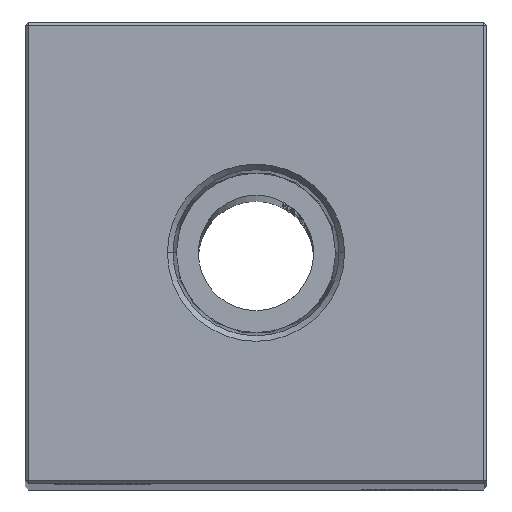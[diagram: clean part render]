
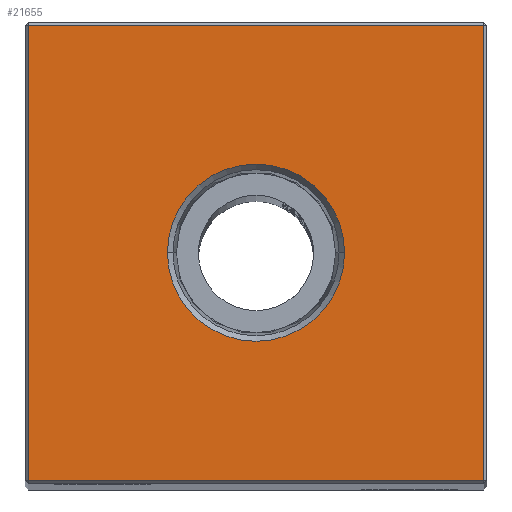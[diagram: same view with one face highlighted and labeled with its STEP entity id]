
A CAD part, top view. The second image highlights one B-rep face of the part: STEP entity #21655.
In plain terms, the highlighted planar face has unit normal (0, 0, 1).
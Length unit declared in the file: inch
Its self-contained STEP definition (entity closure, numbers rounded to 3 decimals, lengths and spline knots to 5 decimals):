
#247 = ORIENTED_EDGE ( 'NONE', *, *, #31036, .F. ) ;
#641 = VECTOR ( 'NONE', #22159, 39.37008 ) ;
#1302 = ORIENTED_EDGE ( 'NONE', *, *, #2813, .T. ) ;
#2813 = EDGE_CURVE ( 'NONE', #29952, #3385, #32611, .T. ) ;
#3377 = CARTESIAN_POINT ( 'NONE',  ( -0.74, 0.74, 12.25 ) ) ;
#3385 = VERTEX_POINT ( 'NONE', #25809 ) ;
#3430 = VECTOR ( 'NONE', #22439, 39.37008 ) ;
#5958 = CARTESIAN_POINT ( 'NONE',  ( 0.74, 0.74, 12.25 ) ) ;
#6034 = ORIENTED_EDGE ( 'NONE', *, *, #11715, .T. ) ;
#6216 = CIRCLE ( 'NONE', #21865, 0.288 ) ;
#6778 = CARTESIAN_POINT ( 'NONE',  ( 0., 0., 12.25 ) ) ;
#6809 = CARTESIAN_POINT ( 'NONE',  ( 0., 0., 12.25 ) ) ;
#8013 = DIRECTION ( 'NONE',  ( 0., 0., 1. ) ) ;
#9208 = CARTESIAN_POINT ( 'NONE',  ( 0., -0.74, 12.25 ) ) ;
#9407 = DIRECTION ( 'NONE',  ( -1., 0., 0. ) ) ;
#9443 = DIRECTION ( 'NONE',  ( 1., 0., 0. ) ) ;
#10293 = VERTEX_POINT ( 'NONE', #5958 ) ;
#10313 = LINE ( 'NONE', #22219, #3430 ) ;
#11078 = ORIENTED_EDGE ( 'NONE', *, *, #21033, .T. ) ;
#11715 = EDGE_CURVE ( 'NONE', #10293, #29952, #10313, .T. ) ;
#12094 = CARTESIAN_POINT ( 'NONE',  ( 0.74, 0., 12.25 ) ) ;
#12324 = CARTESIAN_POINT ( 'NONE',  ( -0.74, 0., 12.25 ) ) ;
#12683 = CARTESIAN_POINT ( 'NONE',  ( 0.74, -0.74, 12.25 ) ) ;
#14377 = LINE ( 'NONE', #9208, #641 ) ;
#16748 = LINE ( 'NONE', #12094, #30411 ) ;
#17544 = DIRECTION ( 'NONE',  ( 0., -1., 0. ) ) ;
#17805 = CARTESIAN_POINT ( 'NONE',  ( -0.288, 0., 12.25 ) ) ;
#17866 = VERTEX_POINT ( 'NONE', #12683 ) ;
#19570 = PLANE ( 'NONE',  #26036 ) ;
#19695 = EDGE_CURVE ( 'NONE', #24932, #21230, #22202, .T. ) ;
#21033 = EDGE_CURVE ( 'NONE', #3385, #17866, #14377, .T. ) ;
#21230 = VERTEX_POINT ( 'NONE', #17805 ) ;
#21655 = ADVANCED_FACE ( 'NONE', ( #24367, #31964 ), #19570, .F. ) ;
#21674 = ORIENTED_EDGE ( 'NONE', *, *, #19695, .F. ) ;
#21865 = AXIS2_PLACEMENT_3D ( 'NONE', #23442, #8013, #26032 ) ;
#22159 = DIRECTION ( 'NONE',  ( 1., 0., 0. ) ) ;
#22202 = CIRCLE ( 'NONE', #23424, 0.288 ) ;
#22219 = CARTESIAN_POINT ( 'NONE',  ( 0., 0.74, 12.25 ) ) ;
#22439 = DIRECTION ( 'NONE',  ( -1., 0., 0. ) ) ;
#23335 = EDGE_LOOP ( 'NONE', ( #1302, #11078, #30756, #6034 ) ) ;
#23424 = AXIS2_PLACEMENT_3D ( 'NONE', #6809, #24841, #9443 ) ;
#23442 = CARTESIAN_POINT ( 'NONE',  ( 0., 0., 12.25 ) ) ;
#24367 = FACE_OUTER_BOUND ( 'NONE', #23335, .T. ) ;
#24810 = DIRECTION ( 'NONE',  ( 0., 0., -1. ) ) ;
#24841 = DIRECTION ( 'NONE',  ( 0., 0., 1. ) ) ;
#24932 = VERTEX_POINT ( 'NONE', #32052 ) ;
#25809 = CARTESIAN_POINT ( 'NONE',  ( -0.74, -0.74, 12.25 ) ) ;
#25831 = VECTOR ( 'NONE', #17544, 39.37008 ) ;
#26032 = DIRECTION ( 'NONE',  ( 1., 0., 0. ) ) ;
#26036 = AXIS2_PLACEMENT_3D ( 'NONE', #6778, #24810, #9407 ) ;
#28477 = EDGE_LOOP ( 'NONE', ( #21674, #247 ) ) ;
#29952 = VERTEX_POINT ( 'NONE', #3377 ) ;
#30411 = VECTOR ( 'NONE', #32625, 39.37008 ) ;
#30756 = ORIENTED_EDGE ( 'NONE', *, *, #30851, .T. ) ;
#30851 = EDGE_CURVE ( 'NONE', #17866, #10293, #16748, .T. ) ;
#31036 = EDGE_CURVE ( 'NONE', #21230, #24932, #6216, .T. ) ;
#31964 = FACE_BOUND ( 'NONE', #28477, .T. ) ;
#32052 = CARTESIAN_POINT ( 'NONE',  ( 0.288, 0., 12.25 ) ) ;
#32611 = LINE ( 'NONE', #12324, #25831 ) ;
#32625 = DIRECTION ( 'NONE',  ( 0., 1., 0. ) ) ;
